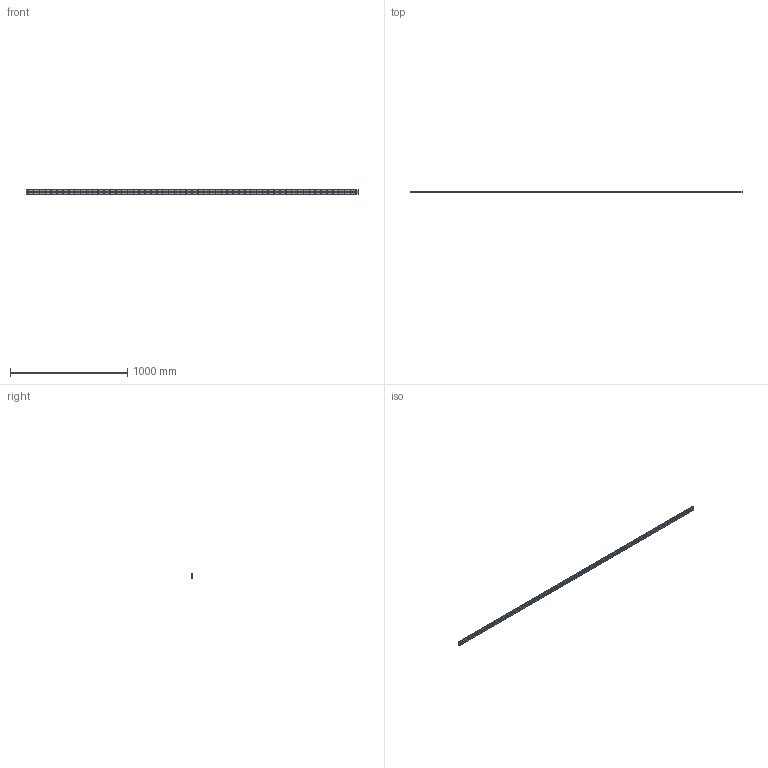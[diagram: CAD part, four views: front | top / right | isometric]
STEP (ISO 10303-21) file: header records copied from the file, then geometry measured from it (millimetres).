
FILE_DESCRIPTION (( 'STEP AP214' ), '1' );
FILE_NAME ('HRW21CA1UU-2830LT_G15_0_B-M6F_1385-6_0_0_0_1.STEP', '2021-07-05T10:41:28', ( '' ), ( '' ), 'SwSTEP 2.0', 'SolidWorks 2021', '' );
FILE_SCHEMA (( 'AUTOMOTIVE_DESIGN' ));
Length unit declared in the file: millimetre
Products named in the file (2): _HRW21CA283015 Track; HRW21CA1UU-2830LT_G15_0_B-M6F_1385-6_0_0_0_1
Assembly tree (1 placements, depth 2):
  HRW21CA1UU-2830LT_G15_0_B-M6F_1385-6_0_0_0_1
    _HRW21CA283015 Track
Bounding box: 2830 x 11 x 37 mm (x, y, z)
Volume: 1021722.7 mm3; surface area: 301937.3 mm2
Topology: 1 solids, 1 shells, 628 faces, 1536 edges, 1024 vertices
Faces by surface type: cylinder 460, plane 168
Entity records: 19502 total; most frequent: DIRECTION 3720, CARTESIAN_POINT 3192, ORIENTED_EDGE 3072, AXIS2_PLACEMENT_3D 1552, EDGE_CURVE 1536, VERTEX_POINT 1024, EDGE_LOOP 970, CIRCLE 920
